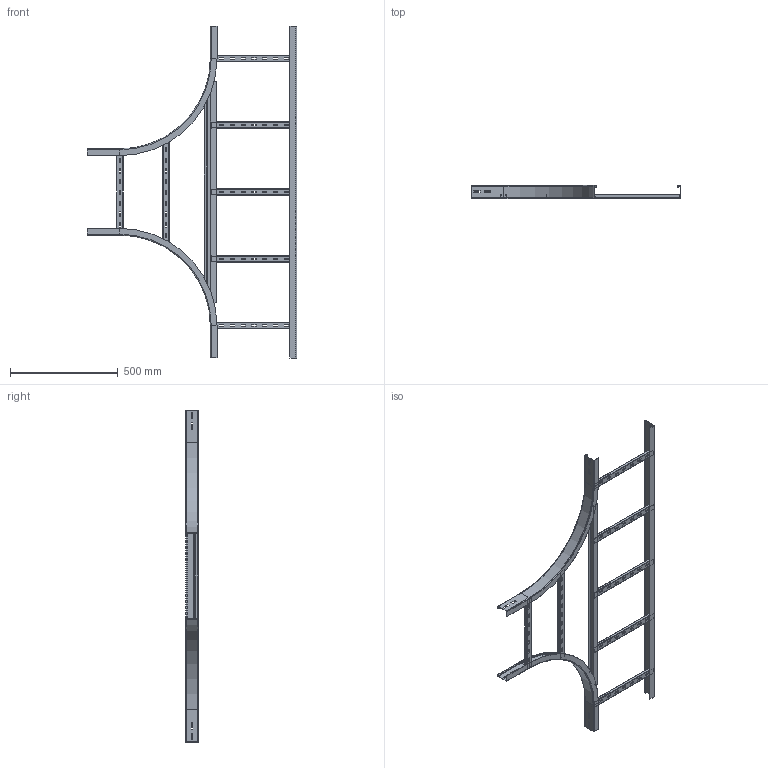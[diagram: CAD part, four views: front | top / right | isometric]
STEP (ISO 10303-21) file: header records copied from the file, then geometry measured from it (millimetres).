
FILE_DESCRIPTION(/* description */ (''),/* implementation_level */ '2;1');
FILE_NAME(/* name */ 'TDC400H60N.stp',/* time_stamp */ '2020-05-19T09:27:34+02:00',/* author */ ('NB06DT_User'),/* organization */ (''),/* preprocessor_version */ 'ST-DEVELOPER v18.1',/* originating_system */ 'Autodesk Inventor 2021',/* authorisation */ '');
FILE_SCHEMA (('AUTOMOTIVE_DESIGN { 1 0 10303 214 3 1 1 }'));
Length unit declared in the file: millimetre
Products named in the file (6): TDC400H45N; LDC...H45N wewnętrzny; H60N 400; szczebel 30x15x390; szczebel 30x15x490; szczebel trójnika drabinki 400
Assembly tree (11 placements, depth 2):
  TDC400H45N
    LDC...H45N wewnętrzny  x2
    H60N 400
    szczebel 30x15x390  x6
    szczebel 30x15x490
    szczebel trójnika drabinki 400
Bounding box: 970 x 60 x 1540 mm (x, y, z)
Volume: 1056947.1 mm3; surface area: 1269585.4 mm2
Topology: 11 solids, 11 shells, 706 faces, 1692 edges, 1008 vertices
Faces by surface type: plane 580, cylinder 110, torus 12, bspline 4
Full cylindrical faces by diameter (mm): 3 x4
Entity records: 8985 total; most frequent: CARTESIAN_POINT 1603, DIRECTION 1460, ORIENTED_EDGE 1452, EDGE_CURVE 726, LINE 610, VECTOR 610, VERTEX_POINT 432, AXIS2_PLACEMENT_3D 425
